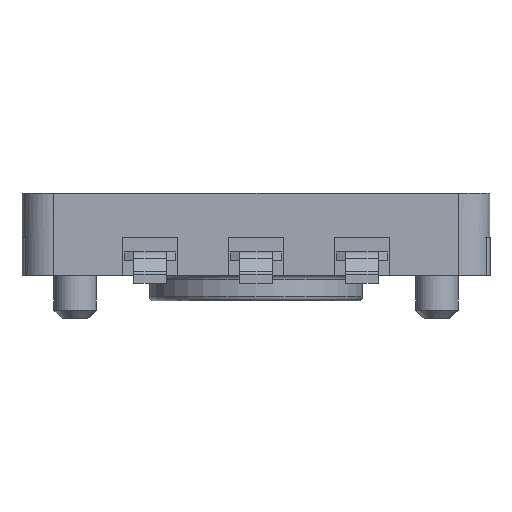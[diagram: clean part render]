
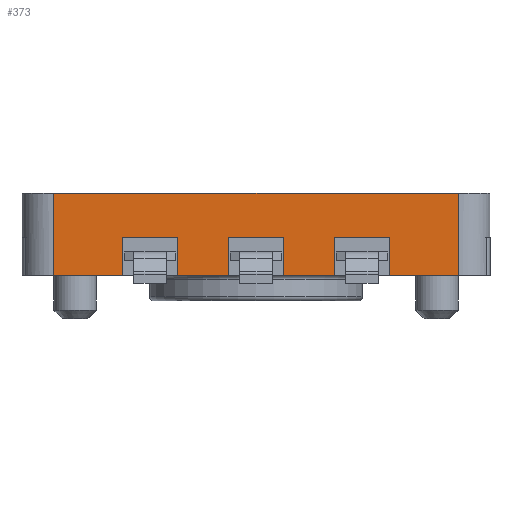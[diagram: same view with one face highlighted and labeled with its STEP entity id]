
A CAD part, front view. The second image highlights one B-rep face of the part: STEP entity #373.
In plain terms, the highlighted planar face has unit normal (0, -1, 0).
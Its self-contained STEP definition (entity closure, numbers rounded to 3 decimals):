
#373=ADVANCED_FACE('',(#2658),#2660,.T.);
#2658=FACE_BOUND('',#2659,.T.);
#2659=EDGE_LOOP('',(#4524,#4525,#4526,#4527,#4528,#4529,#4530,#4531,#4532,#4533,
#4534,#4535,#4536,#4537,#4538,#4539));
#2660=PLANE('',#2661);
#2661=AXIS2_PLACEMENT_3D('',#2662,#2663,#2664);
#2662=CARTESIAN_POINT('',(-4.75,-6.5,0.18));
#2663=DIRECTION('',(0.,-1.,0.));
#2664=DIRECTION('',(1.,0.,0.));
#4524=ORIENTED_EDGE('',*,*,#5803,.T.);
#4525=ORIENTED_EDGE('',*,*,#5804,.T.);
#4526=ORIENTED_EDGE('',*,*,#5805,.T.);
#4527=ORIENTED_EDGE('',*,*,#5806,.T.);
#4528=ORIENTED_EDGE('',*,*,#5807,.T.);
#4529=ORIENTED_EDGE('',*,*,#5808,.T.);
#4530=ORIENTED_EDGE('',*,*,#5809,.T.);
#4531=ORIENTED_EDGE('',*,*,#5704,.F.);
#4532=ORIENTED_EDGE('',*,*,#5801,.F.);
#4533=ORIENTED_EDGE('',*,*,#5810,.T.);
#4534=ORIENTED_EDGE('',*,*,#5811,.T.);
#4535=ORIENTED_EDGE('',*,*,#5812,.T.);
#4536=ORIENTED_EDGE('',*,*,#5813,.T.);
#4537=ORIENTED_EDGE('',*,*,#5814,.T.);
#4538=ORIENTED_EDGE('',*,*,#5815,.T.);
#4539=ORIENTED_EDGE('',*,*,#5816,.T.);
#5704=EDGE_CURVE('',#6401,#6403,#6404,.T.);
#5801=EDGE_CURVE('',#6569,#6401,#6571,.T.);
#5803=EDGE_CURVE('',#6573,#6574,#6575,.F.);
#5804=EDGE_CURVE('',#6574,#6576,#6577,.T.);
#5805=EDGE_CURVE('',#6576,#6578,#6579,.F.);
#5806=EDGE_CURVE('',#6578,#6580,#6581,.T.);
#5807=EDGE_CURVE('',#6580,#6582,#6583,.F.);
#5808=EDGE_CURVE('',#6582,#6584,#6585,.T.);
#5809=EDGE_CURVE('',#6584,#6403,#6586,.T.);
#5810=EDGE_CURVE('',#6569,#6587,#6588,.T.);
#5811=EDGE_CURVE('',#6587,#6589,#6590,.F.);
#5812=EDGE_CURVE('',#6589,#6591,#6592,.T.);
#5813=EDGE_CURVE('',#6591,#6593,#6594,.F.);
#5814=EDGE_CURVE('',#6593,#6595,#6596,.T.);
#5815=EDGE_CURVE('',#6595,#6597,#6598,.F.);
#5816=EDGE_CURVE('',#6597,#6573,#6599,.T.);
#6401=VERTEX_POINT('',#7607);
#6403=VERTEX_POINT('',#7612);
#6404=LINE('',#7613,#7614);
#6569=VERTEX_POINT('',#7982);
#6571=LINE('',#7987,#7988);
#6573=VERTEX_POINT('',#7994);
#6574=VERTEX_POINT('',#7995);
#6575=LINE('',#7996,#7997);
#6576=VERTEX_POINT('',#7999);
#6577=LINE('',#8000,#8001);
#6578=VERTEX_POINT('',#8003);
#6579=LINE('',#8004,#8005);
#6580=VERTEX_POINT('',#8007);
#6581=LINE('',#8008,#8009);
#6582=VERTEX_POINT('',#8011);
#6583=LINE('',#8012,#8013);
#6584=VERTEX_POINT('',#8015);
#6585=LINE('',#8016,#8017);
#6586=LINE('',#8019,#8020);
#6587=VERTEX_POINT('',#8022);
#6588=LINE('',#8023,#8024);
#6589=VERTEX_POINT('',#8026);
#6590=LINE('',#8027,#8028);
#6591=VERTEX_POINT('',#8030);
#6592=LINE('',#8031,#8032);
#6593=VERTEX_POINT('',#8034);
#6594=LINE('',#8035,#8036);
#6595=VERTEX_POINT('',#8038);
#6596=LINE('',#8039,#8040);
#6597=VERTEX_POINT('',#8042);
#6598=LINE('',#8043,#8044);
#6599=LINE('',#8046,#8047);
#7607=CARTESIAN_POINT('',(-4.75,-6.5,2.11));
#7612=CARTESIAN_POINT('',(4.75,-6.5,2.11));
#7613=CARTESIAN_POINT('',(-4.75,-6.5,2.11));
#7614=VECTOR('',#7615,1.);
#7615=DIRECTION('',(1.,0.,0.));
#7982=CARTESIAN_POINT('',(-4.75,-6.5,0.18));
#7987=CARTESIAN_POINT('',(-4.75,-6.5,0.18));
#7988=VECTOR('',#7989,1.);
#7989=DIRECTION('',(0.,0.,1.));
#7994=CARTESIAN_POINT('',(0.65,-6.5,1.08));
#7995=CARTESIAN_POINT('',(0.65,-6.5,0.18));
#7996=CARTESIAN_POINT('',(0.65,-6.5,0.18));
#7997=VECTOR('',#7998,1.);
#7998=DIRECTION('',(0.,0.,1.));
#7999=CARTESIAN_POINT('',(1.84,-6.5,0.18));
#8000=CARTESIAN_POINT('',(0.65,-6.5,0.18));
#8001=VECTOR('',#8002,1.);
#8002=DIRECTION('',(1.,0.,0.));
#8003=CARTESIAN_POINT('',(1.84,-6.5,1.08));
#8004=CARTESIAN_POINT('',(1.84,-6.5,1.08));
#8005=VECTOR('',#8006,1.);
#8006=DIRECTION('',(0.,0.,-1.));
#8007=CARTESIAN_POINT('',(3.14,-6.5,1.08));
#8008=CARTESIAN_POINT('',(1.84,-6.5,1.08));
#8009=VECTOR('',#8010,1.);
#8010=DIRECTION('',(1.,0.,0.));
#8011=CARTESIAN_POINT('',(3.14,-6.5,0.18));
#8012=CARTESIAN_POINT('',(3.14,-6.5,0.18));
#8013=VECTOR('',#8014,1.);
#8014=DIRECTION('',(0.,0.,1.));
#8015=CARTESIAN_POINT('',(4.75,-6.5,0.18));
#8016=CARTESIAN_POINT('',(3.14,-6.5,0.18));
#8017=VECTOR('',#8018,1.);
#8018=DIRECTION('',(1.,0.,0.));
#8019=CARTESIAN_POINT('',(4.75,-6.5,0.18));
#8020=VECTOR('',#8021,1.);
#8021=DIRECTION('',(0.,0.,1.));
#8022=CARTESIAN_POINT('',(-3.14,-6.5,0.18));
#8023=CARTESIAN_POINT('',(-4.75,-6.5,0.18));
#8024=VECTOR('',#8025,1.);
#8025=DIRECTION('',(1.,0.,0.));
#8026=CARTESIAN_POINT('',(-3.14,-6.5,1.08));
#8027=CARTESIAN_POINT('',(-3.14,-6.5,1.08));
#8028=VECTOR('',#8029,1.);
#8029=DIRECTION('',(0.,0.,-1.));
#8030=CARTESIAN_POINT('',(-1.84,-6.5,1.08));
#8031=CARTESIAN_POINT('',(-3.14,-6.5,1.08));
#8032=VECTOR('',#8033,1.);
#8033=DIRECTION('',(1.,0.,0.));
#8034=CARTESIAN_POINT('',(-1.84,-6.5,0.18));
#8035=CARTESIAN_POINT('',(-1.84,-6.5,0.18));
#8036=VECTOR('',#8037,1.);
#8037=DIRECTION('',(0.,0.,1.));
#8038=CARTESIAN_POINT('',(-0.65,-6.5,0.18));
#8039=CARTESIAN_POINT('',(-1.84,-6.5,0.18));
#8040=VECTOR('',#8041,1.);
#8041=DIRECTION('',(1.,0.,0.));
#8042=CARTESIAN_POINT('',(-0.65,-6.5,1.08));
#8043=CARTESIAN_POINT('',(-0.65,-6.5,1.08));
#8044=VECTOR('',#8045,1.);
#8045=DIRECTION('',(0.,0.,-1.));
#8046=CARTESIAN_POINT('',(-0.65,-6.5,1.08));
#8047=VECTOR('',#8048,1.);
#8048=DIRECTION('',(1.,0.,0.));
